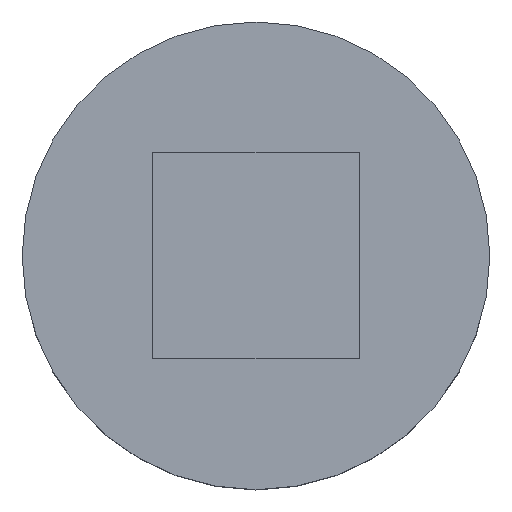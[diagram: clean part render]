
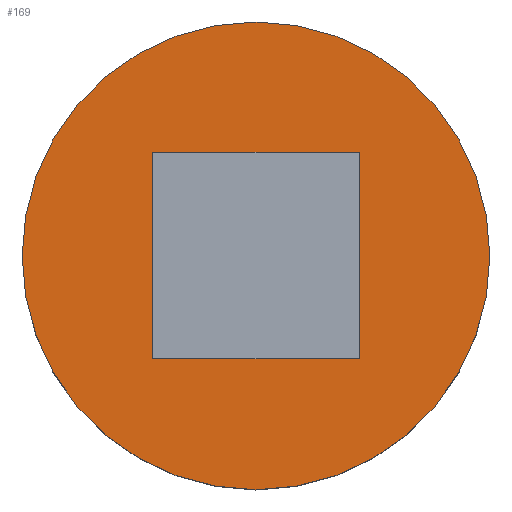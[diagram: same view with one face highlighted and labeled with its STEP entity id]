
A CAD part, top view. The second image highlights one B-rep face of the part: STEP entity #169.
In plain terms, the highlighted planar face has unit normal (0, 0, 1).
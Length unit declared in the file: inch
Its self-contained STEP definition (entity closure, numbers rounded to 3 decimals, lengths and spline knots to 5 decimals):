
#3 = ORIENTED_EDGE ( 'NONE', *, *, #235, .T. ) ;
#5 = ORIENTED_EDGE ( 'NONE', *, *, #632, .F. ) ;
#49 = AXIS2_PLACEMENT_3D ( 'NONE', #476, #519, #65 ) ;
#65 = DIRECTION ( 'NONE',  ( 1., 0., 0. ) ) ;
#67 = PLANE ( 'NONE',  #49 ) ;
#78 = VERTEX_POINT ( 'NONE', #507 ) ;
#91 = CARTESIAN_POINT ( 'NONE',  ( 0.1378, 0.1378, -0.28 ) ) ;
#95 = VECTOR ( 'NONE', #589, 39.37008 ) ;
#118 = LINE ( 'NONE', #243, #624 ) ;
#147 = CARTESIAN_POINT ( 'NONE',  ( 0.1378, 0., -0.28 ) ) ;
#169 = ADVANCED_FACE ( 'NONE', ( #414, #277 ), #67, .T. ) ;
#189 = EDGE_LOOP ( 'NONE', ( #5 ) ) ;
#205 = DIRECTION ( 'NONE',  ( -1., 0., 0. ) ) ;
#208 = VERTEX_POINT ( 'NONE', #228 ) ;
#221 = LINE ( 'NONE', #147, #95 ) ;
#228 = CARTESIAN_POINT ( 'NONE',  ( 0.1378, -0.1378, -0.28 ) ) ;
#234 = VECTOR ( 'NONE', #440, 39.37008 ) ;
#235 = EDGE_CURVE ( 'NONE', #548, #78, #247, .T. ) ;
#243 = CARTESIAN_POINT ( 'NONE',  ( 0.0689, 0.1378, -0.28 ) ) ;
#247 = LINE ( 'NONE', #574, #234 ) ;
#263 = ORIENTED_EDGE ( 'NONE', *, *, #459, .T. ) ;
#277 = FACE_BOUND ( 'NONE', #281, .T. ) ;
#281 = EDGE_LOOP ( 'NONE', ( #604, #453, #263, #3 ) ) ;
#320 = VECTOR ( 'NONE', #205, 39.37008 ) ;
#328 = AXIS2_PLACEMENT_3D ( 'NONE', #377, #432, #565 ) ;
#349 = VERTEX_POINT ( 'NONE', #91 ) ;
#363 = CARTESIAN_POINT ( 'NONE',  ( 0.0689, -0.1378, -0.28 ) ) ;
#369 = EDGE_CURVE ( 'NONE', #78, #349, #118, .T. ) ;
#376 = EDGE_CURVE ( 'NONE', #349, #208, #221, .T. ) ;
#377 = CARTESIAN_POINT ( 'NONE',  ( 0., 0., -0.28 ) ) ;
#414 = FACE_OUTER_BOUND ( 'NONE', #189, .T. ) ;
#432 = DIRECTION ( 'NONE',  ( 0., 0., -1. ) ) ;
#440 = DIRECTION ( 'NONE',  ( 0., 1., 0. ) ) ;
#448 = DIRECTION ( 'NONE',  ( 1., 0., 0. ) ) ;
#453 = ORIENTED_EDGE ( 'NONE', *, *, #376, .T. ) ;
#459 = EDGE_CURVE ( 'NONE', #208, #548, #628, .T. ) ;
#476 = CARTESIAN_POINT ( 'NONE',  ( 0.0689, 0., -0.28 ) ) ;
#480 = CARTESIAN_POINT ( 'NONE',  ( -0.3125, 0., -0.28 ) ) ;
#507 = CARTESIAN_POINT ( 'NONE',  ( -0.1378, 0.1378, -0.28 ) ) ;
#519 = DIRECTION ( 'NONE',  ( 0., 0., 1. ) ) ;
#548 = VERTEX_POINT ( 'NONE', #552 ) ;
#552 = CARTESIAN_POINT ( 'NONE',  ( -0.1378, -0.1378, -0.28 ) ) ;
#561 = CIRCLE ( 'NONE', #328, 0.3125 ) ;
#565 = DIRECTION ( 'NONE',  ( -1., 0., 0. ) ) ;
#574 = CARTESIAN_POINT ( 'NONE',  ( -0.1378, 0., -0.28 ) ) ;
#589 = DIRECTION ( 'NONE',  ( 0., -1., 0. ) ) ;
#604 = ORIENTED_EDGE ( 'NONE', *, *, #369, .T. ) ;
#608 = VERTEX_POINT ( 'NONE', #480 ) ;
#624 = VECTOR ( 'NONE', #448, 39.37008 ) ;
#628 = LINE ( 'NONE', #363, #320 ) ;
#632 = EDGE_CURVE ( 'NONE', #608, #608, #561, .T. ) ;
